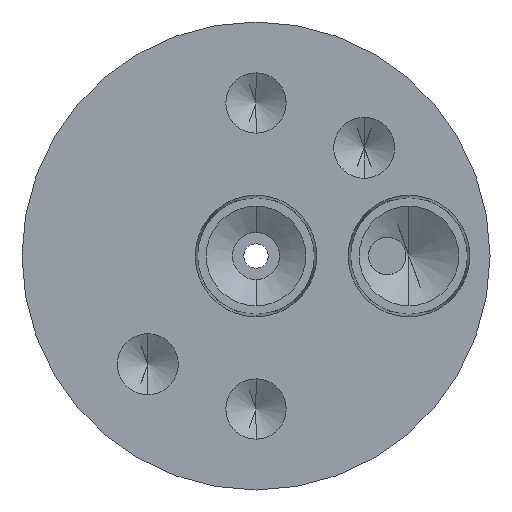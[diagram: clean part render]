
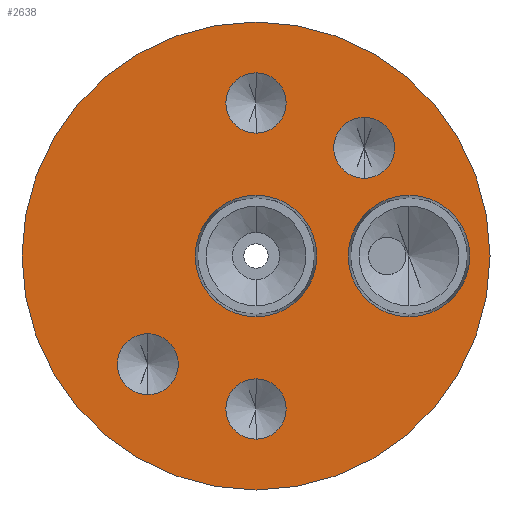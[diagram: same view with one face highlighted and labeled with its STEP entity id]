
A CAD part, front view. The second image highlights one B-rep face of the part: STEP entity #2638.
In plain terms, the highlighted planar face has unit normal (0, -1, 0).
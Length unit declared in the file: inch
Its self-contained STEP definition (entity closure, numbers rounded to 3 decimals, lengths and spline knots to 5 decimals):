
#11 = EDGE_LOOP ( 'NONE', ( #2299, #2317 ) ) ;
#28 = CIRCLE ( 'NONE', #2661, 0.20251 ) ;
#45 = AXIS2_PLACEMENT_3D ( 'NONE', #3665, #1882, #440 ) ;
#81 = DIRECTION ( 'NONE',  ( 0., -1., 0. ) ) ;
#106 = AXIS2_PLACEMENT_3D ( 'NONE', #229, #2036, #3435 ) ;
#123 = PLANE ( 'NONE',  #1917 ) ;
#146 = DIRECTION ( 'NONE',  ( 0., -1., 0. ) ) ;
#149 = CIRCLE ( 'NONE', #1743, 0.1005 ) ;
#183 = EDGE_CURVE ( 'NONE', #651, #1457, #3286, .T. ) ;
#185 = AXIS2_PLACEMENT_3D ( 'NONE', #3640, #3623, #3066 ) ;
#197 = EDGE_CURVE ( 'NONE', #3414, #1581, #1950, .T. ) ;
#206 = CARTESIAN_POINT ( 'NONE',  ( 0., -0.625, 0.51 ) ) ;
#229 = CARTESIAN_POINT ( 'NONE',  ( 0., -0.625, 0. ) ) ;
#237 = CARTESIAN_POINT ( 'NONE',  ( 0.36062, -0.625, 0.36062 ) ) ;
#249 = AXIS2_PLACEMENT_3D ( 'NONE', #1651, #3159, #254 ) ;
#254 = DIRECTION ( 'NONE',  ( 0., 0., -1. ) ) ;
#275 = EDGE_LOOP ( 'NONE', ( #806, #1115 ) ) ;
#440 = DIRECTION ( 'NONE',  ( 0., 0., -1. ) ) ;
#529 = CARTESIAN_POINT ( 'NONE',  ( 0., -0.625, 0.2025 ) ) ;
#537 = AXIS2_PLACEMENT_3D ( 'NONE', #1458, #3199, #2328 ) ;
#569 = CARTESIAN_POINT ( 'NONE',  ( 0.51, -0.625, 0. ) ) ;
#575 = EDGE_CURVE ( 'NONE', #3653, #1590, #1951, .T. ) ;
#640 = VERTEX_POINT ( 'NONE', #1607 ) ;
#651 = VERTEX_POINT ( 'NONE', #1920 ) ;
#676 = EDGE_CURVE ( 'NONE', #788, #2038, #2298, .T. ) ;
#694 = EDGE_CURVE ( 'NONE', #955, #640, #2489, .T. ) ;
#702 = FACE_BOUND ( 'NONE', #3055, .T. ) ;
#710 = CARTESIAN_POINT ( 'NONE',  ( -0.36062, -0.625, -0.46219 ) ) ;
#751 = EDGE_LOOP ( 'NONE', ( #1070, #1506 ) ) ;
#768 = VERTEX_POINT ( 'NONE', #1400 ) ;
#788 = VERTEX_POINT ( 'NONE', #2074 ) ;
#793 = ORIENTED_EDGE ( 'NONE', *, *, #2417, .F. ) ;
#806 = ORIENTED_EDGE ( 'NONE', *, *, #1706, .F. ) ;
#807 = DIRECTION ( 'NONE',  ( 0., 0., -1. ) ) ;
#814 = DIRECTION ( 'NONE',  ( 0., -1., 0. ) ) ;
#833 = EDGE_LOOP ( 'NONE', ( #1535, #1195 ) ) ;
#843 = EDGE_LOOP ( 'NONE', ( #3325, #793 ) ) ;
#900 = DIRECTION ( 'NONE',  ( 0., 0., -1. ) ) ;
#907 = DIRECTION ( 'NONE',  ( 0., 0., -1. ) ) ;
#955 = VERTEX_POINT ( 'NONE', #529 ) ;
#978 = EDGE_LOOP ( 'NONE', ( #3135, #2238 ) ) ;
#990 = AXIS2_PLACEMENT_3D ( 'NONE', #2306, #2915, #900 ) ;
#1030 = AXIS2_PLACEMENT_3D ( 'NONE', #206, #2595, #807 ) ;
#1070 = ORIENTED_EDGE ( 'NONE', *, *, #676, .F. ) ;
#1115 = ORIENTED_EDGE ( 'NONE', *, *, #575, .F. ) ;
#1130 = CARTESIAN_POINT ( 'NONE',  ( 0., -0.625, -0.6105 ) ) ;
#1157 = EDGE_CURVE ( 'NONE', #1266, #768, #1598, .T. ) ;
#1173 = VERTEX_POINT ( 'NONE', #1568 ) ;
#1195 = ORIENTED_EDGE ( 'NONE', *, *, #694, .F. ) ;
#1236 = DIRECTION ( 'NONE',  ( 0., -1., 0. ) ) ;
#1242 = ORIENTED_EDGE ( 'NONE', *, *, #197, .F. ) ;
#1266 = VERTEX_POINT ( 'NONE', #1130 ) ;
#1267 = DIRECTION ( 'NONE',  ( 0., 1., 0. ) ) ;
#1302 = CIRCLE ( 'NONE', #2753, 0.78 ) ;
#1388 = CIRCLE ( 'NONE', #3767, 0.10156 ) ;
#1400 = CARTESIAN_POINT ( 'NONE',  ( 0., -0.625, -0.4095 ) ) ;
#1457 = VERTEX_POINT ( 'NONE', #2149 ) ;
#1458 = CARTESIAN_POINT ( 'NONE',  ( 0., -0.625, 0. ) ) ;
#1466 = AXIS2_PLACEMENT_3D ( 'NONE', #2904, #1755, #907 ) ;
#1506 = ORIENTED_EDGE ( 'NONE', *, *, #2236, .F. ) ;
#1535 = ORIENTED_EDGE ( 'NONE', *, *, #2218, .F. ) ;
#1568 = CARTESIAN_POINT ( 'NONE',  ( 0.36062, -0.625, 0.46219 ) ) ;
#1581 = VERTEX_POINT ( 'NONE', #710 ) ;
#1590 = VERTEX_POINT ( 'NONE', #3394 ) ;
#1598 = CIRCLE ( 'NONE', #185, 0.1005 ) ;
#1607 = CARTESIAN_POINT ( 'NONE',  ( 0., -0.625, -0.2025 ) ) ;
#1651 = CARTESIAN_POINT ( 'NONE',  ( 0., -0.625, 0. ) ) ;
#1659 = CIRCLE ( 'NONE', #3002, 0.10156 ) ;
#1706 = EDGE_CURVE ( 'NONE', #1590, #3653, #28, .T. ) ;
#1743 = AXIS2_PLACEMENT_3D ( 'NONE', #2330, #1236, #2092 ) ;
#1755 = DIRECTION ( 'NONE',  ( 0., -1., 0. ) ) ;
#1849 = CARTESIAN_POINT ( 'NONE',  ( -0.78, -0.625, 0. ) ) ;
#1860 = DIRECTION ( 'NONE',  ( 0., 0., 1. ) ) ;
#1882 = DIRECTION ( 'NONE',  ( 0., -1., 0. ) ) ;
#1903 = CARTESIAN_POINT ( 'NONE',  ( 0.36062, -0.625, 0.25906 ) ) ;
#1917 = AXIS2_PLACEMENT_3D ( 'NONE', #1849, #146, #3033 ) ;
#1920 = CARTESIAN_POINT ( 'NONE',  ( 0., -0.625, 0.78 ) ) ;
#1930 = CARTESIAN_POINT ( 'NONE',  ( -0.36062, -0.625, -0.25906 ) ) ;
#1950 = CIRCLE ( 'NONE', #1466, 0.10156 ) ;
#1951 = CIRCLE ( 'NONE', #45, 0.20251 ) ;
#1976 = DIRECTION ( 'NONE',  ( 0., -1., 0. ) ) ;
#1994 = DIRECTION ( 'NONE',  ( 0., 0., -1. ) ) ;
#2036 = DIRECTION ( 'NONE',  ( 0., -1., 0. ) ) ;
#2038 = VERTEX_POINT ( 'NONE', #2155 ) ;
#2074 = CARTESIAN_POINT ( 'NONE',  ( 0., -0.625, 0.4095 ) ) ;
#2092 = DIRECTION ( 'NONE',  ( 0., 0., -1. ) ) ;
#2111 = EDGE_CURVE ( 'NONE', #2390, #1173, #1659, .T. ) ;
#2146 = FACE_BOUND ( 'NONE', #978, .T. ) ;
#2149 = CARTESIAN_POINT ( 'NONE',  ( 0., -0.625, -0.78 ) ) ;
#2155 = CARTESIAN_POINT ( 'NONE',  ( 0., -0.625, 0.6105 ) ) ;
#2218 = EDGE_CURVE ( 'NONE', #640, #955, #2880, .T. ) ;
#2236 = EDGE_CURVE ( 'NONE', #2038, #788, #3488, .T. ) ;
#2238 = ORIENTED_EDGE ( 'NONE', *, *, #3404, .F. ) ;
#2246 = CARTESIAN_POINT ( 'NONE',  ( -0.36062, -0.625, -0.36062 ) ) ;
#2298 = CIRCLE ( 'NONE', #1030, 0.1005 ) ;
#2299 = ORIENTED_EDGE ( 'NONE', *, *, #2111, .F. ) ;
#2306 = CARTESIAN_POINT ( 'NONE',  ( 0., -0.625, 0.51 ) ) ;
#2317 = ORIENTED_EDGE ( 'NONE', *, *, #3751, .F. ) ;
#2328 = DIRECTION ( 'NONE',  ( 0., 0., 1. ) ) ;
#2330 = CARTESIAN_POINT ( 'NONE',  ( 0., -0.625, -0.51 ) ) ;
#2348 = DIRECTION ( 'NONE',  ( 0., -1., 0. ) ) ;
#2360 = ORIENTED_EDGE ( 'NONE', *, *, #3341, .F. ) ;
#2390 = VERTEX_POINT ( 'NONE', #1903 ) ;
#2417 = EDGE_CURVE ( 'NONE', #1457, #651, #1302, .T. ) ;
#2451 = FACE_BOUND ( 'NONE', #833, .T. ) ;
#2489 = CIRCLE ( 'NONE', #106, 0.2025 ) ;
#2590 = AXIS2_PLACEMENT_3D ( 'NONE', #2246, #1976, #1994 ) ;
#2595 = DIRECTION ( 'NONE',  ( 0., -1., 0. ) ) ;
#2608 = CARTESIAN_POINT ( 'NONE',  ( 0.36062, -0.625, 0.36062 ) ) ;
#2638 = ADVANCED_FACE ( 'NONE', ( #3677, #702, #3092, #3315, #2146, #2451, #3589 ), #123, .T. ) ;
#2661 = AXIS2_PLACEMENT_3D ( 'NONE', #569, #81, #2683 ) ;
#2683 = DIRECTION ( 'NONE',  ( 0., 0., -1. ) ) ;
#2753 = AXIS2_PLACEMENT_3D ( 'NONE', #3060, #1267, #1860 ) ;
#2880 = CIRCLE ( 'NONE', #249, 0.2025 ) ;
#2904 = CARTESIAN_POINT ( 'NONE',  ( -0.36062, -0.625, -0.36062 ) ) ;
#2915 = DIRECTION ( 'NONE',  ( 0., -1., 0. ) ) ;
#3002 = AXIS2_PLACEMENT_3D ( 'NONE', #237, #814, #3441 ) ;
#3033 = DIRECTION ( 'NONE',  ( 0., 0., -1. ) ) ;
#3055 = EDGE_LOOP ( 'NONE', ( #2360, #1242 ) ) ;
#3060 = CARTESIAN_POINT ( 'NONE',  ( 0., -0.625, 0. ) ) ;
#3066 = DIRECTION ( 'NONE',  ( 0., 0., -1. ) ) ;
#3092 = FACE_BOUND ( 'NONE', #275, .T. ) ;
#3135 = ORIENTED_EDGE ( 'NONE', *, *, #1157, .F. ) ;
#3159 = DIRECTION ( 'NONE',  ( 0., -1., 0. ) ) ;
#3199 = DIRECTION ( 'NONE',  ( 0., 1., 0. ) ) ;
#3250 = DIRECTION ( 'NONE',  ( 0., 0., -1. ) ) ;
#3286 = CIRCLE ( 'NONE', #537, 0.78 ) ;
#3315 = FACE_BOUND ( 'NONE', #751, .T. ) ;
#3325 = ORIENTED_EDGE ( 'NONE', *, *, #183, .F. ) ;
#3341 = EDGE_CURVE ( 'NONE', #1581, #3414, #3444, .T. ) ;
#3394 = CARTESIAN_POINT ( 'NONE',  ( 0.51, -0.625, -0.20251 ) ) ;
#3404 = EDGE_CURVE ( 'NONE', #768, #1266, #149, .T. ) ;
#3414 = VERTEX_POINT ( 'NONE', #1930 ) ;
#3435 = DIRECTION ( 'NONE',  ( 0., 0., -1. ) ) ;
#3441 = DIRECTION ( 'NONE',  ( 0., 0., -1. ) ) ;
#3444 = CIRCLE ( 'NONE', #2590, 0.10156 ) ;
#3448 = CARTESIAN_POINT ( 'NONE',  ( 0.51, -0.625, 0.20251 ) ) ;
#3488 = CIRCLE ( 'NONE', #990, 0.1005 ) ;
#3589 = FACE_OUTER_BOUND ( 'NONE', #843, .T. ) ;
#3623 = DIRECTION ( 'NONE',  ( 0., -1., 0. ) ) ;
#3640 = CARTESIAN_POINT ( 'NONE',  ( 0., -0.625, -0.51 ) ) ;
#3653 = VERTEX_POINT ( 'NONE', #3448 ) ;
#3665 = CARTESIAN_POINT ( 'NONE',  ( 0.51, -0.625, 0. ) ) ;
#3677 = FACE_BOUND ( 'NONE', #11, .T. ) ;
#3751 = EDGE_CURVE ( 'NONE', #1173, #2390, #1388, .T. ) ;
#3767 = AXIS2_PLACEMENT_3D ( 'NONE', #2608, #2348, #3250 ) ;
